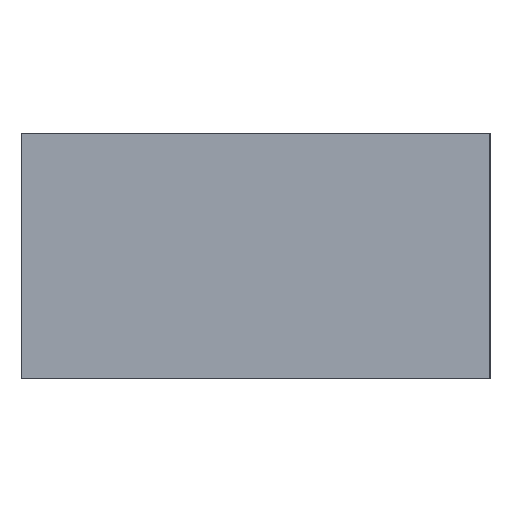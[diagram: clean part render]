
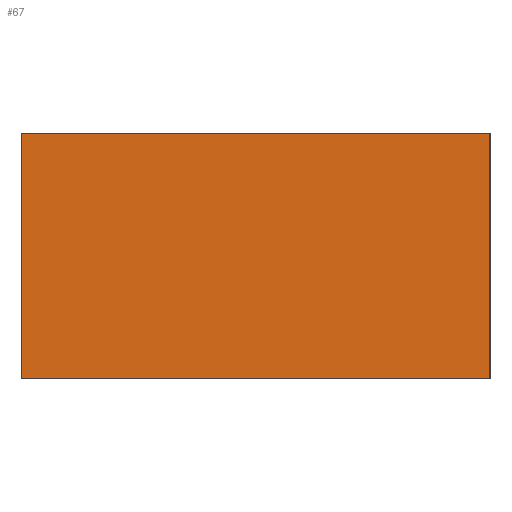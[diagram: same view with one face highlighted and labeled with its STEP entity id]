
A CAD part, left-side view. The second image highlights one B-rep face of the part: STEP entity #67.
In plain terms, the highlighted planar face has unit normal (-1, 0, 0).
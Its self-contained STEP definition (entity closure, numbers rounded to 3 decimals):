
#12 = EDGE_CURVE ( 'NONE', #110, #317, #143, .T. ) ;
#52 = ORIENTED_EDGE ( 'NONE', *, *, #333, .F. ) ;
#62 = DIRECTION ( 'NONE',  ( 0., 0., -1. ) ) ;
#67 = ADVANCED_FACE ( 'NONE', ( #278 ), #249, .F. ) ;
#68 = ORIENTED_EDGE ( 'NONE', *, *, #310, .T. ) ;
#79 = ORIENTED_EDGE ( 'NONE', *, *, #300, .F. ) ;
#100 = DIRECTION ( 'NONE',  ( 0., -1., 0. ) ) ;
#103 = ORIENTED_EDGE ( 'NONE', *, *, #12, .T. ) ;
#110 = VERTEX_POINT ( 'NONE', #221 ) ;
#115 = LINE ( 'NONE', #188, #232 ) ;
#120 = CARTESIAN_POINT ( 'NONE',  ( -21.7, -13.35, -7. ) ) ;
#121 = EDGE_LOOP ( 'NONE', ( #68, #79, #52, #103 ) ) ;
#122 = CARTESIAN_POINT ( 'NONE',  ( -21.7, -13.35, -7. ) ) ;
#143 = LINE ( 'NONE', #258, #183 ) ;
#145 = CARTESIAN_POINT ( 'NONE',  ( -21.7, -13.35, 7. ) ) ;
#157 = VECTOR ( 'NONE', #100, 1000. ) ;
#165 = DIRECTION ( 'NONE',  ( 0., -1., 0. ) ) ;
#169 = LINE ( 'NONE', #120, #157 ) ;
#175 = CARTESIAN_POINT ( 'NONE',  ( -21.7, 13.35, -7. ) ) ;
#183 = VECTOR ( 'NONE', #62, 1000. ) ;
#188 = CARTESIAN_POINT ( 'NONE',  ( -21.7, -13.35, 7. ) ) ;
#204 = VECTOR ( 'NONE', #268, 1000. ) ;
#218 = CARTESIAN_POINT ( 'NONE',  ( -21.7, -13.35, 7. ) ) ;
#221 = CARTESIAN_POINT ( 'NONE',  ( -21.7, 13.35, 7. ) ) ;
#232 = VECTOR ( 'NONE', #165, 1000. ) ;
#244 = DIRECTION ( 'NONE',  ( 0., 0., -1. ) ) ;
#246 = DIRECTION ( 'NONE',  ( 1., 0., 0. ) ) ;
#249 = PLANE ( 'NONE',  #252 ) ;
#252 = AXIS2_PLACEMENT_3D ( 'NONE', #282, #246, #244 ) ;
#256 = VERTEX_POINT ( 'NONE', #145 ) ;
#258 = CARTESIAN_POINT ( 'NONE',  ( -21.7, 13.35, 7. ) ) ;
#261 = VERTEX_POINT ( 'NONE', #122 ) ;
#268 = DIRECTION ( 'NONE',  ( 0., 0., -1. ) ) ;
#278 = FACE_OUTER_BOUND ( 'NONE', #121, .T. ) ;
#282 = CARTESIAN_POINT ( 'NONE',  ( -21.7, -13.35, 7. ) ) ;
#300 = EDGE_CURVE ( 'NONE', #256, #261, #308, .T. ) ;
#308 = LINE ( 'NONE', #218, #204 ) ;
#310 = EDGE_CURVE ( 'NONE', #317, #261, #169, .T. ) ;
#317 = VERTEX_POINT ( 'NONE', #175 ) ;
#333 = EDGE_CURVE ( 'NONE', #110, #256, #115, .T. ) ;
